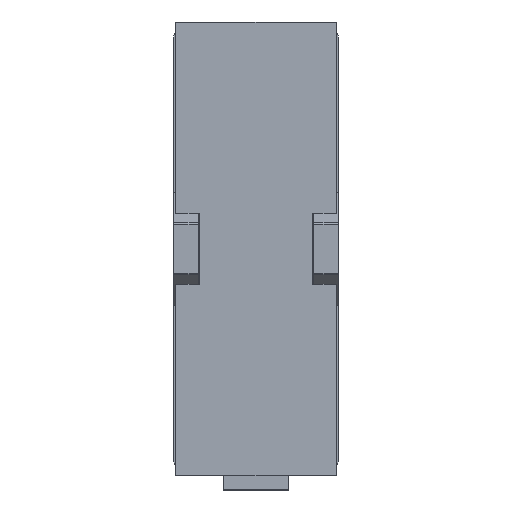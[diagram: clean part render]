
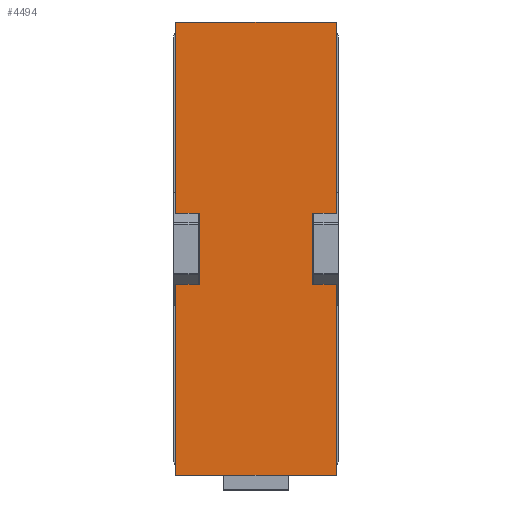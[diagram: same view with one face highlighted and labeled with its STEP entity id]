
A CAD part, top view. The second image highlights one B-rep face of the part: STEP entity #4494.
In plain terms, the highlighted face is planar.
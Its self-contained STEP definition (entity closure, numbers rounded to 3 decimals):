
#4059=CARTESIAN_POINT('',(17.25,-3.806,-27.5));
#4060=VERTEX_POINT('',#4059);
#4067=CARTESIAN_POINT('',(17.25,-3.806,-39.0));
#4068=VERTEX_POINT('',#4067);
#4069=CARTESIAN_POINT('',(17.25,-3.806,-39.0));
#4070=DIRECTION('',(0.0,0.0,1.0));
#4071=VECTOR('',#4070,11.5);
#4072=LINE('',#4069,#4071);
#4073=EDGE_CURVE('',#4068,#4060,#4072,.T.);
#4097=CARTESIAN_POINT('',(-17.252,-3.806,-27.5));
#4098=VERTEX_POINT('',#4097);
#4115=CARTESIAN_POINT('',(-17.252,-3.806,-39.0));
#4116=VERTEX_POINT('',#4115);
#4123=CARTESIAN_POINT('',(-17.252,-3.806,-27.5));
#4124=DIRECTION('',(0.0,0.0,-1.0));
#4125=VECTOR('',#4124,11.5);
#4126=LINE('',#4123,#4125);
#4127=EDGE_CURVE('',#4098,#4116,#4126,.T.);
#4197=CARTESIAN_POINT('',(17.25,-3.806,-27.5));
#4198=DIRECTION('',(-1.0,0.0,0.0));
#4199=VECTOR('',#4198,34.502);
#4200=LINE('',#4197,#4199);
#4201=EDGE_CURVE('',#4060,#4098,#4200,.T.);
#4236=CARTESIAN_POINT('',(110.,-3.806,-39.0));
#4237=VERTEX_POINT('',#4236);
#4238=CARTESIAN_POINT('',(110.,-3.806,-39.0));
#4239=DIRECTION('',(-1.0,0.0,0.0));
#4240=VECTOR('',#4239,92.75);
#4241=LINE('',#4238,#4240);
#4242=EDGE_CURVE('',#4237,#4068,#4241,.T.);
#4299=CARTESIAN_POINT('',(17.25,-3.806,27.5));
#4300=VERTEX_POINT('',#4299);
#4315=CARTESIAN_POINT('',(17.25,-3.806,39.0));
#4316=VERTEX_POINT('',#4315);
#4323=CARTESIAN_POINT('',(17.25,-3.806,27.5));
#4324=DIRECTION('',(0.0,0.0,1.0));
#4325=VECTOR('',#4324,11.5);
#4326=LINE('',#4323,#4325);
#4327=EDGE_CURVE('',#4300,#4316,#4326,.T.);
#4337=CARTESIAN_POINT('',(-17.252,-3.806,27.5));
#4338=VERTEX_POINT('',#4337);
#4347=CARTESIAN_POINT('',(-17.252,-3.806,39.0));
#4348=VERTEX_POINT('',#4347);
#4349=CARTESIAN_POINT('',(-17.252,-3.806,39.0));
#4350=DIRECTION('',(0.0,0.0,-1.0));
#4351=VECTOR('',#4350,11.5);
#4352=LINE('',#4349,#4351);
#4353=EDGE_CURVE('',#4348,#4338,#4352,.T.);
#4422=CARTESIAN_POINT('',(-17.252,-3.806,27.5));
#4423=DIRECTION('',(1.0,0.0,0.0));
#4424=VECTOR('',#4423,34.502);
#4425=LINE('',#4422,#4424);
#4426=EDGE_CURVE('',#4338,#4300,#4425,.T.);
#4444=CARTESIAN_POINT('',(-110.,-3.806,0.0));
#4445=DIRECTION('',(0.0,1.0,0.0));
#4446=DIRECTION('',(0.0,0.0,1.0));
#4447=AXIS2_PLACEMENT_3D('',#4444,#4445,#4446);
#4448=PLANE('',#4447);
#4449=ORIENTED_EDGE('',*,*,#4127,.T.);
#4450=CARTESIAN_POINT('',(-110.,-3.806,-39.0));
#4451=VERTEX_POINT('',#4450);
#4452=CARTESIAN_POINT('',(-17.252,-3.806,-39.0));
#4453=DIRECTION('',(-1.0,0.0,0.0));
#4454=VECTOR('',#4453,92.748);
#4455=LINE('',#4452,#4454);
#4456=EDGE_CURVE('',#4116,#4451,#4455,.T.);
#4457=ORIENTED_EDGE('',*,*,#4456,.T.);
#4458=CARTESIAN_POINT('',(-110.,-3.806,39.0));
#4459=VERTEX_POINT('',#4458);
#4460=CARTESIAN_POINT('',(-110.,-3.806,-39.0));
#4461=DIRECTION('',(0.0,0.0,1.0));
#4462=VECTOR('',#4461,78.0);
#4463=LINE('',#4460,#4462);
#4464=EDGE_CURVE('',#4451,#4459,#4463,.T.);
#4465=ORIENTED_EDGE('',*,*,#4464,.T.);
#4466=CARTESIAN_POINT('',(-110.,-3.806,39.0));
#4467=DIRECTION('',(1.0,0.0,0.0));
#4468=VECTOR('',#4467,92.748);
#4469=LINE('',#4466,#4468);
#4470=EDGE_CURVE('',#4459,#4348,#4469,.T.);
#4471=ORIENTED_EDGE('',*,*,#4470,.T.);
#4472=ORIENTED_EDGE('',*,*,#4353,.T.);
#4473=ORIENTED_EDGE('',*,*,#4426,.T.);
#4474=ORIENTED_EDGE('',*,*,#4327,.T.);
#4475=CARTESIAN_POINT('',(110.,-3.806,39.0));
#4476=VERTEX_POINT('',#4475);
#4477=CARTESIAN_POINT('',(17.25,-3.806,39.0));
#4478=DIRECTION('',(1.0,0.0,0.0));
#4479=VECTOR('',#4478,92.75);
#4480=LINE('',#4477,#4479);
#4481=EDGE_CURVE('',#4316,#4476,#4480,.T.);
#4482=ORIENTED_EDGE('',*,*,#4481,.T.);
#4483=CARTESIAN_POINT('',(110.,-3.806,39.0));
#4484=DIRECTION('',(0.0,0.0,-1.0));
#4485=VECTOR('',#4484,78.0);
#4486=LINE('',#4483,#4485);
#4487=EDGE_CURVE('',#4476,#4237,#4486,.T.);
#4488=ORIENTED_EDGE('',*,*,#4487,.T.);
#4489=ORIENTED_EDGE('',*,*,#4242,.T.);
#4490=ORIENTED_EDGE('',*,*,#4073,.T.);
#4491=ORIENTED_EDGE('',*,*,#4201,.T.);
#4492=EDGE_LOOP('',(#4449,#4457,#4465,#4471,#4472,#4473,#4474,#4482,#4488,#4489,#4490,#4491));
#4493=FACE_OUTER_BOUND('',#4492,.T.);
#4494=ADVANCED_FACE('',(#4493),#4448,.T.);
